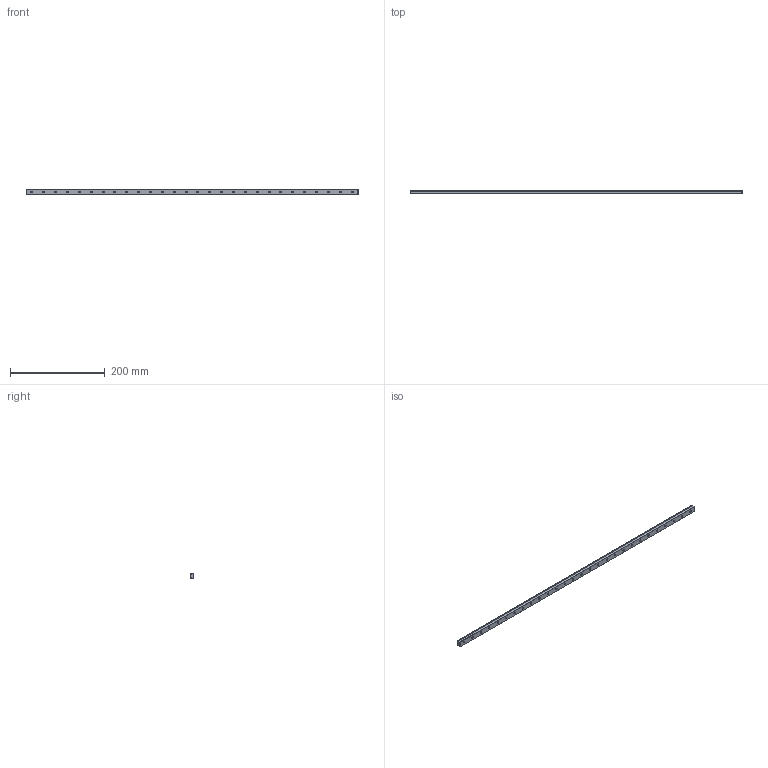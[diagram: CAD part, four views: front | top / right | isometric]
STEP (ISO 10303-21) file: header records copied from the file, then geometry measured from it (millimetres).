
FILE_DESCRIPTION (( 'STEP AP203' ), '1' );
FILE_NAME ('mgn12h_linear_rail.step', '2016-03-08T04:34:22', ( '' ), ( '' ), 'SwSTEP 2.0', 'SolidWorks 2015', '' );
FILE_SCHEMA (( 'CONFIG_CONTROL_DESIGN' ));
Length unit declared in the file: millimetre
Products named in the file (1): mgn12h_linear_rail
Bounding box: 700 x 8 x 12 mm (x, y, z)
Volume: 61265 mm3; surface area: 35051.5 mm2
Topology: 1 solids, 1 shells, 304 faces, 666 edges, 392 vertices
Faces by surface type: cone 112, cylinder 112, plane 80
Entity records: 8467 total; most frequent: DIRECTION 1612, CARTESIAN_POINT 1363, ORIENTED_EDGE 1332, EDGE_CURVE 666, AXIS2_PLACEMENT_3D 641, VERTEX_POINT 392, EDGE_LOOP 388, CIRCLE 336
